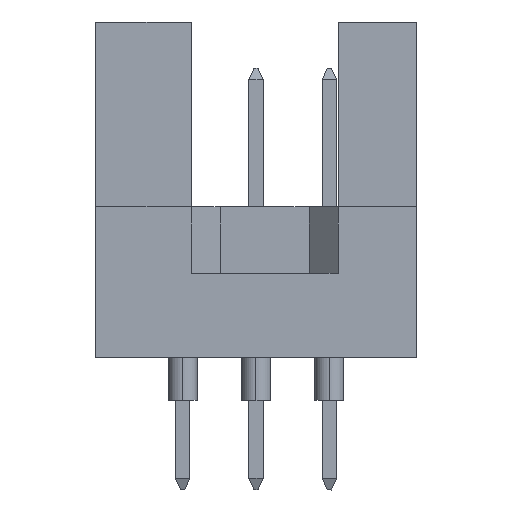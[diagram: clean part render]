
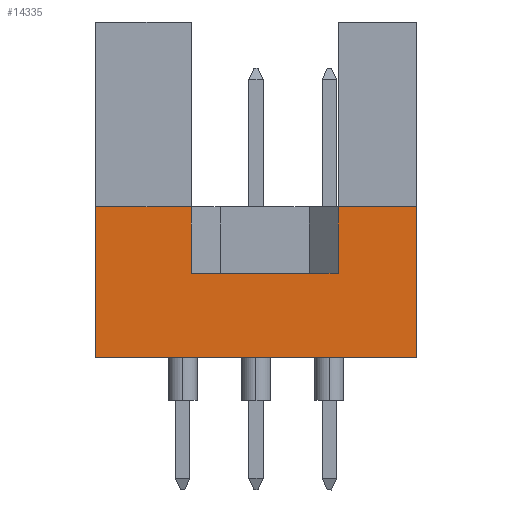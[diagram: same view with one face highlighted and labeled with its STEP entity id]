
A CAD part, left-side view. The second image highlights one B-rep face of the part: STEP entity #14335.
In plain terms, the highlighted planar face has unit normal (-1, 0, 0).
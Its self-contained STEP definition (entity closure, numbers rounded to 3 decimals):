
#16 = PLANE ( 'NONE',  #4570 ) ;
#29 = VERTEX_POINT ( 'NONE', #7501 ) ;
#1008 = VECTOR ( 'NONE', #12917, 1000. ) ;
#1238 = VECTOR ( 'NONE', #10010, 1000. ) ;
#1526 = VERTEX_POINT ( 'NONE', #2977 ) ;
#1631 = EDGE_CURVE ( 'NONE', #9780, #29, #16905, .T. ) ;
#1736 = DIRECTION ( 'NONE',  ( 0., 0., 1. ) ) ;
#1853 = VERTEX_POINT ( 'NONE', #13910 ) ;
#1930 = CARTESIAN_POINT ( 'NONE',  ( -47.5, 0., 0. ) ) ;
#2105 = CARTESIAN_POINT ( 'NONE',  ( -47.5, 7.79, 2.9 ) ) ;
#2240 = CARTESIAN_POINT ( 'NONE',  ( -47.5, 11.1, 0. ) ) ;
#2533 = DIRECTION ( 'NONE',  ( 0., -1., 0. ) ) ;
#2542 = EDGE_CURVE ( 'NONE', #11989, #6698, #3688, .T. ) ;
#2616 = DIRECTION ( 'NONE',  ( 0., 0., -1. ) ) ;
#2977 = CARTESIAN_POINT ( 'NONE',  ( -47.5, 11.1, 5.2 ) ) ;
#3088 = CARTESIAN_POINT ( 'NONE',  ( -47.5, 2.71, 2.9 ) ) ;
#3688 = LINE ( 'NONE', #7634, #7367 ) ;
#3939 = DIRECTION ( 'NONE',  ( 0., 0., 1. ) ) ;
#4373 = DIRECTION ( 'NONE',  ( 0., -1., 0. ) ) ;
#4418 = LINE ( 'NONE', #13589, #7489 ) ;
#4502 = ORIENTED_EDGE ( 'NONE', *, *, #11273, .T. ) ;
#4570 = AXIS2_PLACEMENT_3D ( 'NONE', #5134, #5381, #2616 ) ;
#4751 = VERTEX_POINT ( 'NONE', #11613 ) ;
#4773 = DIRECTION ( 'NONE',  ( 0., 0., 1. ) ) ;
#5134 = CARTESIAN_POINT ( 'NONE',  ( -47.5, 11.1, 0. ) ) ;
#5381 = DIRECTION ( 'NONE',  ( 1., 0., 0. ) ) ;
#5486 = CARTESIAN_POINT ( 'NONE',  ( -47.5, 0., 0. ) ) ;
#5664 = DIRECTION ( 'NONE',  ( 0., 0., 1. ) ) ;
#5756 = ORIENTED_EDGE ( 'NONE', *, *, #2542, .T. ) ;
#6002 = ORIENTED_EDGE ( 'NONE', *, *, #1631, .F. ) ;
#6574 = ORIENTED_EDGE ( 'NONE', *, *, #11491, .F. ) ;
#6698 = VERTEX_POINT ( 'NONE', #1930 ) ;
#7367 = VECTOR ( 'NONE', #2533, 1000. ) ;
#7489 = VECTOR ( 'NONE', #1736, 1000. ) ;
#7501 = CARTESIAN_POINT ( 'NONE',  ( -47.5, 2.71, 2.9 ) ) ;
#7578 = LINE ( 'NONE', #11752, #1238 ) ;
#7634 = CARTESIAN_POINT ( 'NONE',  ( -47.5, 11.1, 0. ) ) ;
#7829 = VECTOR ( 'NONE', #3939, 1000. ) ;
#9136 = CARTESIAN_POINT ( 'NONE',  ( -47.5, 7.79, 2.9 ) ) ;
#9450 = EDGE_CURVE ( 'NONE', #11989, #1526, #4418, .T. ) ;
#9780 = VERTEX_POINT ( 'NONE', #9136 ) ;
#10010 = DIRECTION ( 'NONE',  ( 0., -1., 0. ) ) ;
#10350 = VERTEX_POINT ( 'NONE', #10794 ) ;
#10386 = VECTOR ( 'NONE', #5664, 1000. ) ;
#10758 = EDGE_CURVE ( 'NONE', #1526, #1853, #7578, .T. ) ;
#10794 = CARTESIAN_POINT ( 'NONE',  ( -47.5, 2.71, 5.2 ) ) ;
#11273 = EDGE_CURVE ( 'NONE', #6698, #4751, #12073, .T. ) ;
#11491 = EDGE_CURVE ( 'NONE', #10350, #4751, #15109, .T. ) ;
#11613 = CARTESIAN_POINT ( 'NONE',  ( -47.5, 0., 5.2 ) ) ;
#11752 = CARTESIAN_POINT ( 'NONE',  ( -47.5, 11.1, 5.2 ) ) ;
#11989 = VERTEX_POINT ( 'NONE', #2240 ) ;
#12059 = ORIENTED_EDGE ( 'NONE', *, *, #9450, .F. ) ;
#12073 = LINE ( 'NONE', #5486, #7829 ) ;
#12665 = CARTESIAN_POINT ( 'NONE',  ( -47.5, 7.79, 2.9 ) ) ;
#12917 = DIRECTION ( 'NONE',  ( 0., -1., 0. ) ) ;
#12988 = ORIENTED_EDGE ( 'NONE', *, *, #14680, .T. ) ;
#13408 = VECTOR ( 'NONE', #4373, 1000. ) ;
#13589 = CARTESIAN_POINT ( 'NONE',  ( -47.5, 11.1, 0. ) ) ;
#13801 = CARTESIAN_POINT ( 'NONE',  ( -47.5, 11.1, 5.2 ) ) ;
#13910 = CARTESIAN_POINT ( 'NONE',  ( -47.5, 7.79, 5.2 ) ) ;
#13957 = LINE ( 'NONE', #2105, #15367 ) ;
#14186 = ORIENTED_EDGE ( 'NONE', *, *, #10758, .F. ) ;
#14335 = ADVANCED_FACE ( 'NONE', ( #14574 ), #16, .F. ) ;
#14574 = FACE_OUTER_BOUND ( 'NONE', #17038, .T. ) ;
#14680 = EDGE_CURVE ( 'NONE', #9780, #1853, #13957, .T. ) ;
#14691 = LINE ( 'NONE', #3088, #10386 ) ;
#15109 = LINE ( 'NONE', #13801, #13408 ) ;
#15367 = VECTOR ( 'NONE', #4773, 1000. ) ;
#15609 = ORIENTED_EDGE ( 'NONE', *, *, #15806, .F. ) ;
#15806 = EDGE_CURVE ( 'NONE', #29, #10350, #14691, .T. ) ;
#16905 = LINE ( 'NONE', #12665, #1008 ) ;
#17038 = EDGE_LOOP ( 'NONE', ( #6002, #12988, #14186, #12059, #5756, #4502, #6574, #15609 ) ) ;
